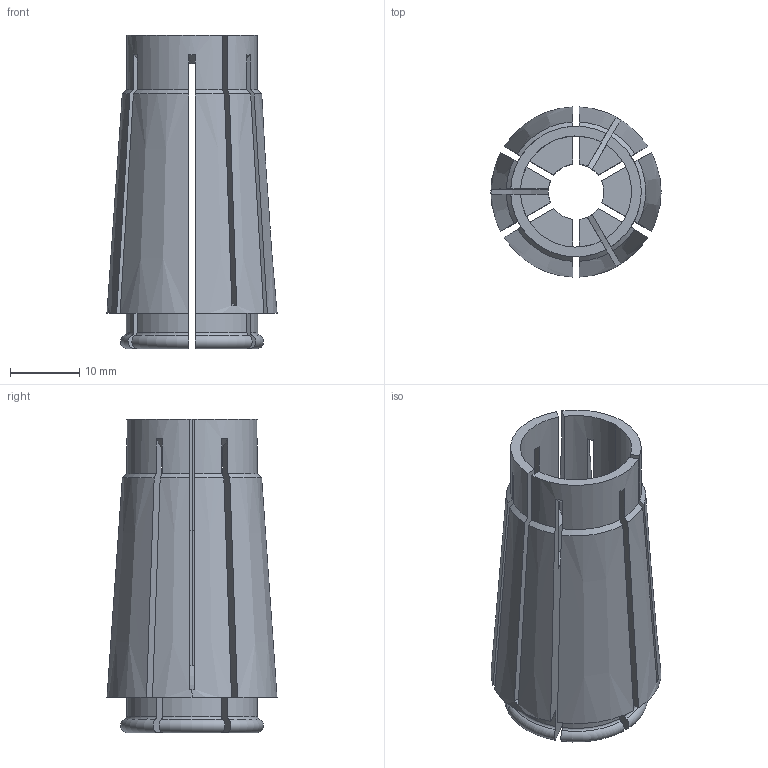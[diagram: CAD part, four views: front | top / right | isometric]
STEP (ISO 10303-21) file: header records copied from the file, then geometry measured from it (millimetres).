
FILE_DESCRIPTION (( 'STEP AP203' ), '1' );
FILE_NAME ('STP-251.790.16-08.STEP', '2019-12-13T03:36:46', ( '' ), ( '' ), 'SwSTEP 2.0', 'SolidWorks 2017', '' );
FILE_SCHEMA (( 'CONFIG_CONTROL_DESIGN' ));
Length unit declared in the file: millimetre
Products named in the file (1): STP-251.790.16-08
Bounding box: 24.5 x 24.48 x 45.1 mm (x, y, z)
Volume: 9702.7 mm3; surface area: 8446.1 mm2
Topology: 1 solids, 1 shells, 103 faces, 307 edges, 204 vertices
Faces by surface type: plane 42, cylinder 31, cone 16, torus 14
Entity records: 3828 total; most frequent: CARTESIAN_POINT 1026, ORIENTED_EDGE 614, DIRECTION 545, EDGE_CURVE 307, AXIS2_PLACEMENT_3D 213, VERTEX_POINT 204, VECTOR 119, LINE 119
